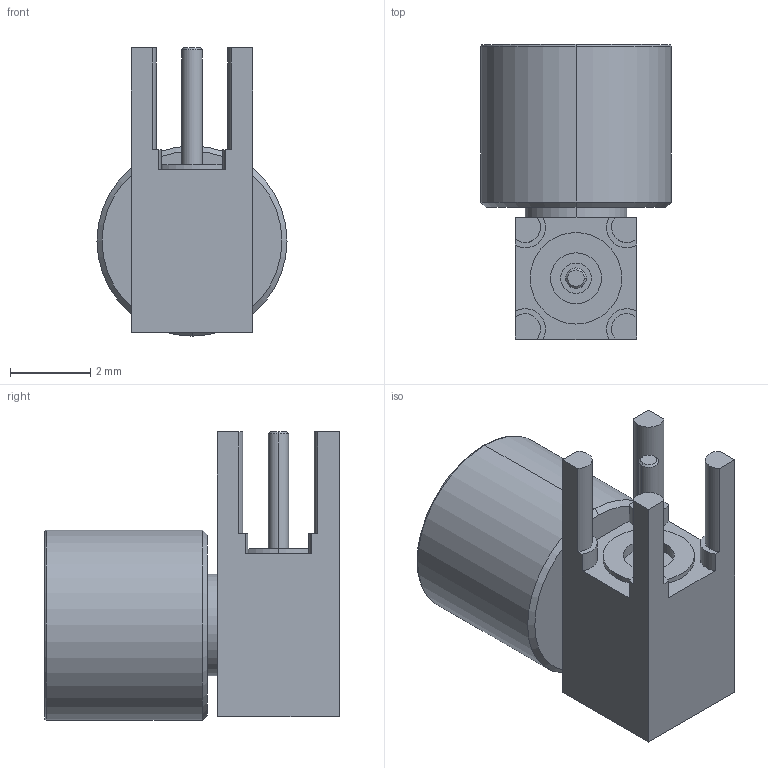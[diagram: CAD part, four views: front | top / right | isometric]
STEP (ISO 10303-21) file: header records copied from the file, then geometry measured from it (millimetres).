
FILE_DESCRIPTION (( 'STEP AP203' ), '1' );
FILE_NAME ('PE44934.step', '2018-04-25T00:45:24', ( '' ), ( '' ), 'SwSTEP 2.0', 'SolidWorks 2017', '' );
FILE_SCHEMA (( 'CONFIG_CONTROL_DESIGN' ));
Length unit declared in the file: inch
Products named in the file (1): PE44934
Bounding box: 4.75 x 7.37 x 7.2 mm (x, y, z)
Volume: 90.4 mm3; surface area: 219 mm2
Topology: 1 solids, 1 shells, 67 faces, 158 edges, 99 vertices
Faces by surface type: cylinder 32, plane 21, cone 10, torus 2, sphere 2
Entity records: 1987 total; most frequent: DIRECTION 366, CARTESIAN_POINT 319, ORIENTED_EDGE 308, EDGE_CURVE 154, AXIS2_PLACEMENT_3D 144, VERTEX_POINT 97, LINE 78, VECTOR 78
